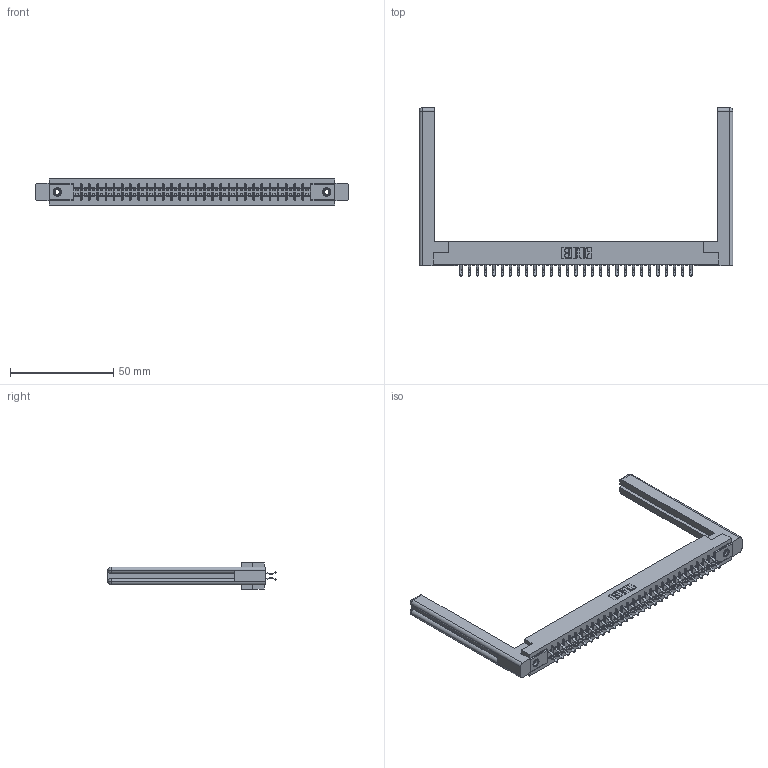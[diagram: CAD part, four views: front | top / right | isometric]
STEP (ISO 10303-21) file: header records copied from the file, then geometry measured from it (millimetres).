
FILE_DESCRIPTION (( 'STEP AP203' ), '1' );
FILE_NAME ('315-058-556-258.STEP', '2019-09-10T19:50:42', ( '' ), ( '' ), 'SwSTEP 2.0', 'SolidWorks 2016', '' );
FILE_SCHEMA (( 'CONFIG_CONTROL_DESIGN' ));
Length unit declared in the file: inch
Products named in the file (5): 315-058-556-258; 307-220-058; 305-290-001_556; 345-250-001_345-250-001-102; 305 Part_.156 Dia
Assembly tree (63 placements, depth 2):
  315-058-556-258
    305 Part_.156 Dia
    305-290-001_556  x58
    345-250-001_345-250-001-102  x2
    307-220-058  x2
Bounding box: 151.54 x 81.28 x 12.7 mm (x, y, z)
Volume: 22882.9 mm3; surface area: 24576.6 mm2
Topology: 63 solids, 63 shells, 3506 faces, 10037 edges, 6522 vertices
Faces by surface type: plane 1950, cylinder 1416, sphere 116, cone 12, torus 12
Entity records: 35837 total; most frequent: CARTESIAN_POINT 5948, ORIENTED_EDGE 5844, DIRECTION 5730, EDGE_CURVE 2922, LINE 2334, VECTOR 2334, VERTEX_POINT 1862, AXIS2_PLACEMENT_3D 1698
